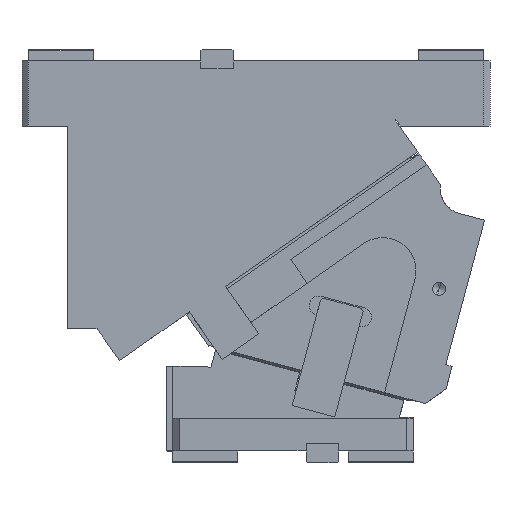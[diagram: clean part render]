
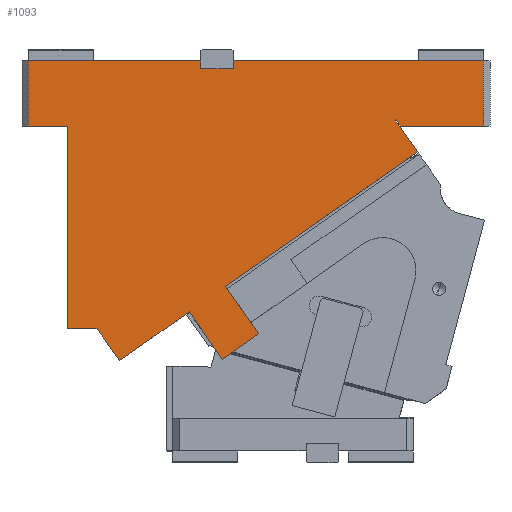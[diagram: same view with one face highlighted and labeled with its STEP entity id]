
A CAD part, front view. The second image highlights one B-rep face of the part: STEP entity #1093.
In plain terms, the highlighted planar face has unit normal (0, -1, 0).
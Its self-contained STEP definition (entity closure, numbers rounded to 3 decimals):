
#61=CARTESIAN_POINT('Vertex',(137.5,-100.,-6.)) ;
#66=CARTESIAN_POINT('Line Origine',(150.,-100.,-6.)) ;
#70=CARTESIAN_POINT('Vertex',(162.5,-100.,-6.)) ;
#104=CARTESIAN_POINT('Line Origine',(162.5,-100.,-3.)) ;
#108=CARTESIAN_POINT('Vertex',(162.5,-100.,0.)) ;
#271=CARTESIAN_POINT('Line Origine',(258.75,-100.,0.)) ;
#275=CARTESIAN_POINT('Vertex',(355.,-100.,0.)) ;
#535=CARTESIAN_POINT('Vertex',(5.,-100.,0.)) ;
#538=CARTESIAN_POINT('Line Origine',(71.25,-100.,0.)) ;
#542=CARTESIAN_POINT('Vertex',(137.5,-100.,0.)) ;
#935=CARTESIAN_POINT('Line Origine',(137.5,-100.,-3.)) ;
#947=CARTESIAN_POINT('Axis2P3D Location',(0.,-100.,0.)) ;
#952=CARTESIAN_POINT('Line Origine',(5.,-100.,-25.)) ;
#956=CARTESIAN_POINT('Vertex',(5.,-100.,-50.)) ;
#959=CARTESIAN_POINT('Line Origine',(20.,-100.,-50.)) ;
#963=CARTESIAN_POINT('Vertex',(35.,-100.,-50.)) ;
#966=CARTESIAN_POINT('Line Origine',(35.,-100.,-128.)) ;
#970=CARTESIAN_POINT('Vertex',(35.,-100.,-206.)) ;
#973=CARTESIAN_POINT('Line Origine',(46.348,-100.,-206.)) ;
#977=CARTESIAN_POINT('Vertex',(57.696,-100.,-206.)) ;
#980=CARTESIAN_POINT('Line Origine',(57.732,-100.,-205.975)) ;
#984=CARTESIAN_POINT('Vertex',(57.767,-100.,-205.95)) ;
#987=CARTESIAN_POINT('Line Origine',(66.371,-100.,-218.238)) ;
#991=CARTESIAN_POINT('Vertex',(74.975,-100.,-230.525)) ;
#994=CARTESIAN_POINT('Line Origine',(94.839,-100.,-216.616)) ;
#998=CARTESIAN_POINT('Vertex',(114.704,-100.,-202.706)) ;
#1001=CARTESIAN_POINT('Line Origine',(121.666,-100.,-197.831)) ;
#1005=CARTESIAN_POINT('Vertex',(128.629,-100.,-192.956)) ;
#1008=CARTESIAN_POINT('Line Origine',(141.391,-100.,-211.182)) ;
#1012=CARTESIAN_POINT('Vertex',(154.153,-100.,-229.408)) ;
#1015=CARTESIAN_POINT('Line Origine',(168.079,-100.,-219.657)) ;
#1019=CARTESIAN_POINT('Vertex',(182.004,-100.,-209.906)) ;
#1022=CARTESIAN_POINT('Line Origine',(169.242,-100.,-191.68)) ;
#1026=CARTESIAN_POINT('Vertex',(156.48,-100.,-173.454)) ;
#1029=CARTESIAN_POINT('Line Origine',(230.409,-100.,-121.689)) ;
#1033=CARTESIAN_POINT('Vertex',(304.337,-100.,-69.923)) ;
#1036=CARTESIAN_POINT('Line Origine',(295.734,-100.,-57.636)) ;
#1040=CARTESIAN_POINT('Vertex',(287.13,-100.,-45.349)) ;
#1043=CARTESIAN_POINT('Line Origine',(287.335,-100.,-45.205)) ;
#1047=CARTESIAN_POINT('Vertex',(287.539,-100.,-45.062)) ;
#1050=CARTESIAN_POINT('Line Origine',(289.268,-100.,-47.531)) ;
#1054=CARTESIAN_POINT('Vertex',(290.997,-100.,-50.)) ;
#1057=CARTESIAN_POINT('Line Origine',(322.999,-100.,-50.)) ;
#1061=CARTESIAN_POINT('Vertex',(355.,-100.,-50.)) ;
#1064=CARTESIAN_POINT('Line Origine',(355.,-100.,-25.)) ;
#67=DIRECTION('Vector Direction',(-1.,0.,0.)) ;
#105=DIRECTION('Vector Direction',(0.,0.,-1.)) ;
#272=DIRECTION('Vector Direction',(1.,0.,0.)) ;
#539=DIRECTION('Vector Direction',(1.,0.,0.)) ;
#936=DIRECTION('Vector Direction',(0.,0.,-1.)) ;
#948=DIRECTION('Axis2P3D Direction',(0.,1.,0.)) ;
#949=DIRECTION('Axis2P3D XDirection',(0.,0.,1.)) ;
#953=DIRECTION('Vector Direction',(0.,0.,-1.)) ;
#960=DIRECTION('Vector Direction',(1.,0.,0.)) ;
#967=DIRECTION('Vector Direction',(0.,0.,-1.)) ;
#974=DIRECTION('Vector Direction',(-1.,0.,0.)) ;
#981=DIRECTION('Vector Direction',(-0.819,0.,-0.574)) ;
#988=DIRECTION('Vector Direction',(-0.574,0.,0.819)) ;
#995=DIRECTION('Vector Direction',(-0.819,0.,-0.574)) ;
#1002=DIRECTION('Vector Direction',(-0.819,0.,-0.574)) ;
#1009=DIRECTION('Vector Direction',(-0.574,0.,0.819)) ;
#1016=DIRECTION('Vector Direction',(0.819,0.,0.574)) ;
#1023=DIRECTION('Vector Direction',(-0.574,0.,0.819)) ;
#1030=DIRECTION('Vector Direction',(-0.819,0.,-0.574)) ;
#1037=DIRECTION('Vector Direction',(0.574,0.,-0.819)) ;
#1044=DIRECTION('Vector Direction',(-0.819,0.,-0.574)) ;
#1051=DIRECTION('Vector Direction',(-0.574,0.,0.819)) ;
#1058=DIRECTION('Vector Direction',(-1.,0.,0.)) ;
#1065=DIRECTION('Vector Direction',(0.,0.,1.)) ;
#950=AXIS2_PLACEMENT_3D('Plane Axis2P3D',#947,#948,#949) ;
#1070=ORIENTED_EDGE('',*,*,#939,.F.) ;
#1071=ORIENTED_EDGE('',*,*,#544,.F.) ;
#1072=ORIENTED_EDGE('',*,*,#958,.T.) ;
#1073=ORIENTED_EDGE('',*,*,#965,.T.) ;
#1074=ORIENTED_EDGE('',*,*,#972,.T.) ;
#1075=ORIENTED_EDGE('',*,*,#979,.F.) ;
#1076=ORIENTED_EDGE('',*,*,#986,.F.) ;
#1077=ORIENTED_EDGE('',*,*,#993,.F.) ;
#1078=ORIENTED_EDGE('',*,*,#1000,.T.) ;
#1079=ORIENTED_EDGE('',*,*,#1007,.T.) ;
#1080=ORIENTED_EDGE('',*,*,#1014,.F.) ;
#1081=ORIENTED_EDGE('',*,*,#1021,.T.) ;
#1082=ORIENTED_EDGE('',*,*,#1028,.T.) ;
#1083=ORIENTED_EDGE('',*,*,#1035,.T.) ;
#1084=ORIENTED_EDGE('',*,*,#1042,.T.) ;
#1085=ORIENTED_EDGE('',*,*,#1049,.F.) ;
#1086=ORIENTED_EDGE('',*,*,#1056,.F.) ;
#1087=ORIENTED_EDGE('',*,*,#1063,.F.) ;
#1088=ORIENTED_EDGE('',*,*,#1068,.T.) ;
#1089=ORIENTED_EDGE('',*,*,#277,.F.) ;
#1090=ORIENTED_EDGE('',*,*,#110,.F.) ;
#1091=ORIENTED_EDGE('',*,*,#72,.F.) ;
#68=VECTOR('Line Direction',#67,1.) ;
#106=VECTOR('Line Direction',#105,1.) ;
#273=VECTOR('Line Direction',#272,1.) ;
#540=VECTOR('Line Direction',#539,1.) ;
#937=VECTOR('Line Direction',#936,1.) ;
#954=VECTOR('Line Direction',#953,1.) ;
#961=VECTOR('Line Direction',#960,1.) ;
#968=VECTOR('Line Direction',#967,1.) ;
#975=VECTOR('Line Direction',#974,1.) ;
#982=VECTOR('Line Direction',#981,1.) ;
#989=VECTOR('Line Direction',#988,1.) ;
#996=VECTOR('Line Direction',#995,1.) ;
#1003=VECTOR('Line Direction',#1002,1.) ;
#1010=VECTOR('Line Direction',#1009,1.) ;
#1017=VECTOR('Line Direction',#1016,1.) ;
#1024=VECTOR('Line Direction',#1023,1.) ;
#1031=VECTOR('Line Direction',#1030,1.) ;
#1038=VECTOR('Line Direction',#1037,1.) ;
#1045=VECTOR('Line Direction',#1044,1.) ;
#1052=VECTOR('Line Direction',#1051,1.) ;
#1059=VECTOR('Line Direction',#1058,1.) ;
#1066=VECTOR('Line Direction',#1065,1.) ;
#1093=ADVANCED_FACE('CAM HOLDER',(#1092),#951,.F.) ;
#72=EDGE_CURVE('',#62,#71,#69,.F.) ;
#110=EDGE_CURVE('',#71,#109,#107,.F.) ;
#277=EDGE_CURVE('',#109,#276,#274,.T.) ;
#544=EDGE_CURVE('',#536,#543,#541,.T.) ;
#939=EDGE_CURVE('',#543,#62,#938,.T.) ;
#958=EDGE_CURVE('',#536,#957,#955,.T.) ;
#965=EDGE_CURVE('',#957,#964,#962,.T.) ;
#972=EDGE_CURVE('',#964,#971,#969,.T.) ;
#979=EDGE_CURVE('',#978,#971,#976,.T.) ;
#986=EDGE_CURVE('',#985,#978,#983,.T.) ;
#993=EDGE_CURVE('',#992,#985,#990,.T.) ;
#1000=EDGE_CURVE('',#992,#999,#997,.F.) ;
#1007=EDGE_CURVE('',#999,#1006,#1004,.F.) ;
#1014=EDGE_CURVE('',#1013,#1006,#1011,.T.) ;
#1021=EDGE_CURVE('',#1013,#1020,#1018,.T.) ;
#1028=EDGE_CURVE('',#1020,#1027,#1025,.T.) ;
#1035=EDGE_CURVE('',#1027,#1034,#1032,.F.) ;
#1042=EDGE_CURVE('',#1034,#1041,#1039,.F.) ;
#1049=EDGE_CURVE('',#1048,#1041,#1046,.T.) ;
#1056=EDGE_CURVE('',#1055,#1048,#1053,.T.) ;
#1063=EDGE_CURVE('',#1062,#1055,#1060,.T.) ;
#1068=EDGE_CURVE('',#1062,#276,#1067,.T.) ;
#1069=EDGE_LOOP('',(#1070,#1071,#1072,#1073,#1074,#1075,#1076,#1077,#1078,#1079,#1080,#1081,#1082,#1083,#1084,#1085,#1086,#1087,#1088,#1089,#1090,#1091)) ;
#1092=FACE_OUTER_BOUND('',#1069,.T.) ;
#69=LINE('Line',#66,#68) ;
#107=LINE('Line',#104,#106) ;
#274=LINE('Line',#271,#273) ;
#541=LINE('Line',#538,#540) ;
#938=LINE('Line',#935,#937) ;
#955=LINE('Line',#952,#954) ;
#962=LINE('Line',#959,#961) ;
#969=LINE('Line',#966,#968) ;
#976=LINE('Line',#973,#975) ;
#983=LINE('Line',#980,#982) ;
#990=LINE('Line',#987,#989) ;
#997=LINE('Line',#994,#996) ;
#1004=LINE('Line',#1001,#1003) ;
#1011=LINE('Line',#1008,#1010) ;
#1018=LINE('Line',#1015,#1017) ;
#1025=LINE('Line',#1022,#1024) ;
#1032=LINE('Line',#1029,#1031) ;
#1039=LINE('Line',#1036,#1038) ;
#1046=LINE('Line',#1043,#1045) ;
#1053=LINE('Line',#1050,#1052) ;
#1060=LINE('Line',#1057,#1059) ;
#1067=LINE('Line',#1064,#1066) ;
#951=PLANE('Plane',#950) ;
#62=VERTEX_POINT('',#61) ;
#71=VERTEX_POINT('',#70) ;
#109=VERTEX_POINT('',#108) ;
#276=VERTEX_POINT('',#275) ;
#536=VERTEX_POINT('',#535) ;
#543=VERTEX_POINT('',#542) ;
#957=VERTEX_POINT('',#956) ;
#964=VERTEX_POINT('',#963) ;
#971=VERTEX_POINT('',#970) ;
#978=VERTEX_POINT('',#977) ;
#985=VERTEX_POINT('',#984) ;
#992=VERTEX_POINT('',#991) ;
#999=VERTEX_POINT('',#998) ;
#1006=VERTEX_POINT('',#1005) ;
#1013=VERTEX_POINT('',#1012) ;
#1020=VERTEX_POINT('',#1019) ;
#1027=VERTEX_POINT('',#1026) ;
#1034=VERTEX_POINT('',#1033) ;
#1041=VERTEX_POINT('',#1040) ;
#1048=VERTEX_POINT('',#1047) ;
#1055=VERTEX_POINT('',#1054) ;
#1062=VERTEX_POINT('',#1061) ;
